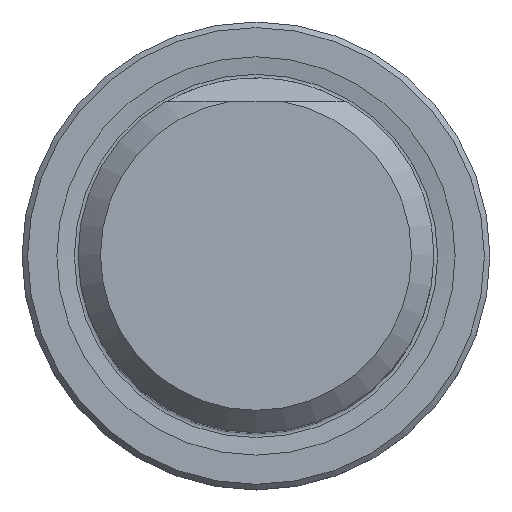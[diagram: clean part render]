
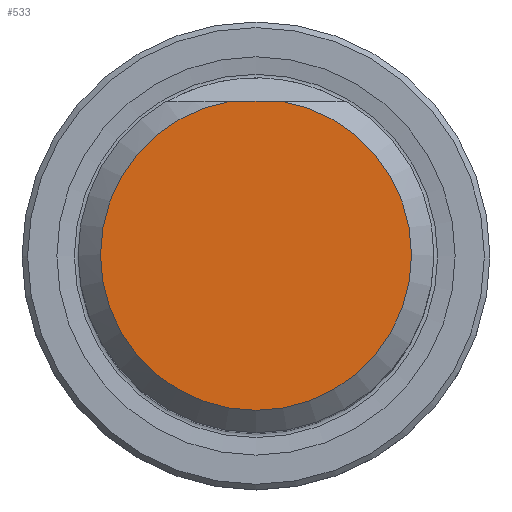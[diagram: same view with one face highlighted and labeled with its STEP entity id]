
A CAD part, top view. The second image highlights one B-rep face of the part: STEP entity #533.
In plain terms, the highlighted planar face has unit normal (0, 0, 1).
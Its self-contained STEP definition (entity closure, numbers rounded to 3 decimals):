
#533=ADVANCED_FACE('',(#935),#819,.T.);
#819=PLANE('',#6038);
#935=FACE_OUTER_BOUND('',#1216,.T.);
#1216=EDGE_LOOP('',(#1834,#1835));
#1548=CIRCLE('',#6037,13.875);
#1834=ORIENTED_EDGE('',*,*,#3958,.F.);
#1835=ORIENTED_EDGE('',*,*,#3959,.T.);
#3399=VERTEX_POINT('',#9021);
#3400=VERTEX_POINT('',#9022);
#3958=EDGE_CURVE('',#3399,#3400,#5130,.T.);
#3959=EDGE_CURVE('',#3399,#3400,#1548,.T.);
#5130=LINE('',#9020,#5479);
#5479=VECTOR('',#6868,1.);
#6037=AXIS2_PLACEMENT_3D('',#9023,#6869,#6870);
#6038=AXIS2_PLACEMENT_3D('',#9024,#6871,#6872);
#6868=DIRECTION('',(1.,0.,0.));
#6869=DIRECTION('',(0.,0.,1.));
#6870=DIRECTION('',(0.,-1.,0.));
#6871=DIRECTION('',(0.,0.,1.));
#6872=DIRECTION('',(0.,-1.,0.));
#9020=CARTESIAN_POINT('',(0.,13.679,60.));
#9021=CARTESIAN_POINT('',(-2.324,13.679,60.));
#9022=CARTESIAN_POINT('',(2.324,13.679,60.));
#9023=CARTESIAN_POINT('',(0.,0.,60.));
#9024=CARTESIAN_POINT('',(0.,0.,60.));
